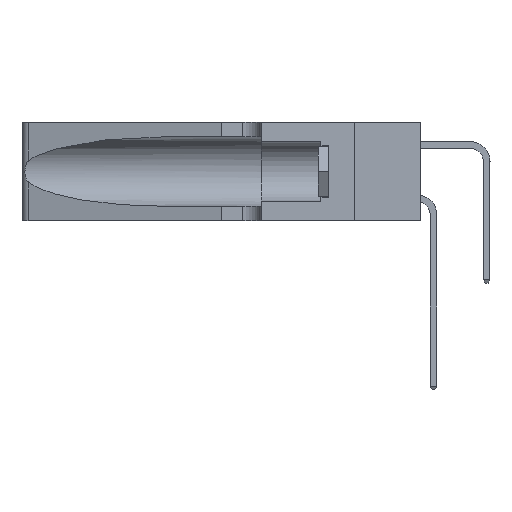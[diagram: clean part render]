
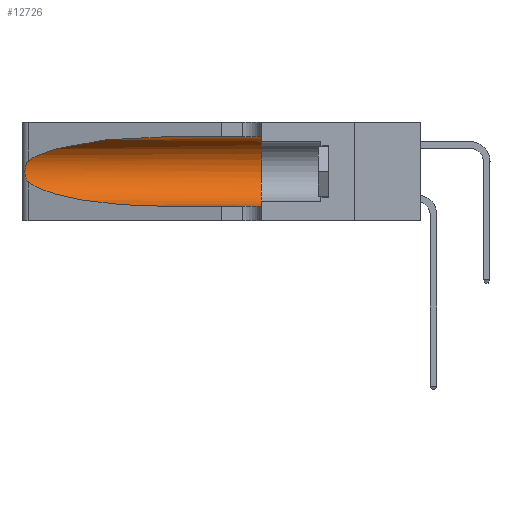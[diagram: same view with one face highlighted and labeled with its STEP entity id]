
A CAD part, left-side view. The second image highlights one B-rep face of the part: STEP entity #12726.
In plain terms, the highlighted cylindrical face has radius 3.308 mm (diameter 6.617 mm), a partial arc.
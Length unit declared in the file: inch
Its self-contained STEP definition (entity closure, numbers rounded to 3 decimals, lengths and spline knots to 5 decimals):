
#325 = CARTESIAN_POINT ( 'NONE',  ( 0.25487, 1.22718, 0.14631 ) ) ;
#355 = VERTEX_POINT ( 'NONE', #325 ) ;
#379 = EDGE_CURVE ( 'NONE', #10239, #355, #835, .T. ) ;
#440 = EDGE_CURVE ( 'NONE', #13157, #18181, #7772, .T. ) ;
#616 = CIRCLE ( 'NONE', #11715, 0.13025 ) ;
#835 = B_SPLINE_CURVE_WITH_KNOTS ( 'NONE', 3,
 ( #2485, #11959, #3680, #4115, #15679, #10175, #9087, #17312, #7017, #5795, #18852, #8657, #5870, #2122 ),
 .UNSPECIFIED., .F., .F.,
 ( 4, 2, 2, 2, 2, 2, 4 ),
 ( 0., 0.00027, 0.00053, 0.00107, 0.0016, 0.00187, 0.00214 ),
 .UNSPECIFIED. ) ;
#1464 = EDGE_CURVE ( 'NONE', #12728, #10239, #5555, .T. ) ;
#2122 = CARTESIAN_POINT ( 'NONE',  ( 0.25487, 1.22718, 0.14631 ) ) ;
#2485 = CARTESIAN_POINT ( 'NONE',  ( 0.25487, 1.22718, 0.22369 ) ) ;
#2631 = VECTOR ( 'NONE', #19119, 39.37008 ) ;
#2815 = DIRECTION ( 'NONE',  ( 0., -1., 0. ) ) ;
#2829 = CARTESIAN_POINT ( 'NONE',  ( 0.18966, 0.96281, 0.31525 ) ) ;
#3595 = DIRECTION ( 'NONE',  ( 0., 1., 0. ) ) ;
#3616 = ORIENTED_EDGE ( 'NONE', *, *, #379, .T. ) ;
#3680 = CARTESIAN_POINT ( 'NONE',  ( 0.25639, 1.23184, 0.21858 ) ) ;
#4038 = DIRECTION ( 'NONE',  ( 0., 0., 1. ) ) ;
#4114 = CARTESIAN_POINT ( 'NONE',  ( 0.1305, 1.61858, 0.185 ) ) ;
#4115 = CARTESIAN_POINT ( 'NONE',  ( 0.25787, 1.23484, 0.2124 ) ) ;
#4154 = ORIENTED_EDGE ( 'NONE', *, *, #20553, .F. ) ;
#4260 = ORIENTED_EDGE ( 'NONE', *, *, #440, .T. ) ;
#4569 = CARTESIAN_POINT ( 'NONE',  ( 0.1305, 0.72297, 0.31525 ) ) ;
#5555 =( BOUNDED_CURVE ( )  B_SPLINE_CURVE ( 3, ( #4569, #2829, #20716, #7895 ),
 .UNSPECIFIED., .F., .F. ) 
 B_SPLINE_CURVE_WITH_KNOTS ( ( 4, 4 ),
 ( 1.5708, 2.84003 ),
 .UNSPECIFIED. ) 
 CURVE ( )  GEOMETRIC_REPRESENTATION_ITEM ( )  RATIONAL_B_SPLINE_CURVE ( ( 1., 0.87, 0.87, 1. ) ) 
 REPRESENTATION_ITEM ( '' )  );
#5717 = DIRECTION ( 'NONE',  ( 0., -1., 0. ) ) ;
#5786 = CARTESIAN_POINT ( 'NONE',  ( 0.1305, 0.35, 0.05475 ) ) ;
#5795 = CARTESIAN_POINT ( 'NONE',  ( 0.25856, 1.23593, 0.16098 ) ) ;
#5870 = CARTESIAN_POINT ( 'NONE',  ( 0.25555, 1.22993, 0.14849 ) ) ;
#6207 = CARTESIAN_POINT ( 'NONE',  ( 0.1305, 1.61858, 0.31525 ) ) ;
#6626 = CARTESIAN_POINT ( 'NONE',  ( 0.1305, 0.35, 0.31525 ) ) ;
#6758 = VERTEX_POINT ( 'NONE', #6626 ) ;
#7017 = CARTESIAN_POINT ( 'NONE',  ( 0.26017, 1.23833, 0.17102 ) ) ;
#7120 = CARTESIAN_POINT ( 'NONE',  ( 0.25487, 1.22718, 0.14631 ) ) ;
#7383 = CARTESIAN_POINT ( 'NONE',  ( 0.1305, 0.72297, 0.31525 ) ) ;
#7772 = LINE ( 'NONE', #12662, #8264 ) ;
#7895 = CARTESIAN_POINT ( 'NONE',  ( 0.25487, 1.22718, 0.22369 ) ) ;
#8081 = FACE_OUTER_BOUND ( 'NONE', #16712, .T. ) ;
#8206 =( BOUNDED_CURVE ( )  B_SPLINE_CURVE ( 3, ( #7120, #8812, #10488, #20155 ),
 .UNSPECIFIED., .F., .F. ) 
 B_SPLINE_CURVE_WITH_KNOTS ( ( 4, 4 ),
 ( 3.44316, 4.71239 ),
 .UNSPECIFIED. ) 
 CURVE ( )  GEOMETRIC_REPRESENTATION_ITEM ( )  RATIONAL_B_SPLINE_CURVE ( ( 1., 0.87, 0.87, 1. ) ) 
 REPRESENTATION_ITEM ( '' )  );
#8264 = VECTOR ( 'NONE', #2815, 39.37008 ) ;
#8592 = AXIS2_PLACEMENT_3D ( 'NONE', #4114, #5717, #14086 ) ;
#8657 = CARTESIAN_POINT ( 'NONE',  ( 0.25639, 1.23186, 0.15144 ) ) ;
#8812 = CARTESIAN_POINT ( 'NONE',  ( 0.2373, 1.15595, 0.08982 ) ) ;
#9087 = CARTESIAN_POINT ( 'NONE',  ( 0.26075, 1.23896, 0.19203 ) ) ;
#9970 = CARTESIAN_POINT ( 'NONE',  ( 0.25487, 1.22718, 0.22369 ) ) ;
#10095 = CARTESIAN_POINT ( 'NONE',  ( 0.1305, 0.35, 0.185 ) ) ;
#10175 = CARTESIAN_POINT ( 'NONE',  ( 0.26018, 1.23835, 0.19895 ) ) ;
#10239 = VERTEX_POINT ( 'NONE', #9970 ) ;
#10488 = CARTESIAN_POINT ( 'NONE',  ( 0.18966, 0.96281, 0.05475 ) ) ;
#10926 = CYLINDRICAL_SURFACE ( 'NONE', #8592, 0.13025 ) ;
#11715 = AXIS2_PLACEMENT_3D ( 'NONE', #10095, #3595, #4038 ) ;
#11959 = CARTESIAN_POINT ( 'NONE',  ( 0.25555, 1.22994, 0.2215 ) ) ;
#12662 = CARTESIAN_POINT ( 'NONE',  ( 0.1305, 1.61858, 0.05475 ) ) ;
#12726 = ADVANCED_FACE ( 'NONE', ( #8081 ), #10926, .F. ) ;
#12728 = VERTEX_POINT ( 'NONE', #7383 ) ;
#13157 = VERTEX_POINT ( 'NONE', #15022 ) ;
#13444 = ORIENTED_EDGE ( 'NONE', *, *, #1464, .T. ) ;
#14086 = DIRECTION ( 'NONE',  ( 0., 0., -1. ) ) ;
#14427 = ORIENTED_EDGE ( 'NONE', *, *, #19908, .F. ) ;
#15022 = CARTESIAN_POINT ( 'NONE',  ( 0.1305, 0.72297, 0.05475 ) ) ;
#15679 = CARTESIAN_POINT ( 'NONE',  ( 0.25854, 1.2359, 0.20912 ) ) ;
#16712 = EDGE_LOOP ( 'NONE', ( #13444, #3616, #18129, #4260, #14427, #4154 ) ) ;
#17312 = CARTESIAN_POINT ( 'NONE',  ( 0.26075, 1.23896, 0.178 ) ) ;
#18129 = ORIENTED_EDGE ( 'NONE', *, *, #19260, .T. ) ;
#18181 = VERTEX_POINT ( 'NONE', #5786 ) ;
#18752 = LINE ( 'NONE', #6207, #2631 ) ;
#18852 = CARTESIAN_POINT ( 'NONE',  ( 0.25789, 1.23486, 0.15765 ) ) ;
#19119 = DIRECTION ( 'NONE',  ( 0., -1., 0. ) ) ;
#19260 = EDGE_CURVE ( 'NONE', #355, #13157, #8206, .T. ) ;
#19908 = EDGE_CURVE ( 'NONE', #6758, #18181, #616, .T. ) ;
#20155 = CARTESIAN_POINT ( 'NONE',  ( 0.1305, 0.72297, 0.05475 ) ) ;
#20553 = EDGE_CURVE ( 'NONE', #12728, #6758, #18752, .T. ) ;
#20716 = CARTESIAN_POINT ( 'NONE',  ( 0.2373, 1.15595, 0.28018 ) ) ;
